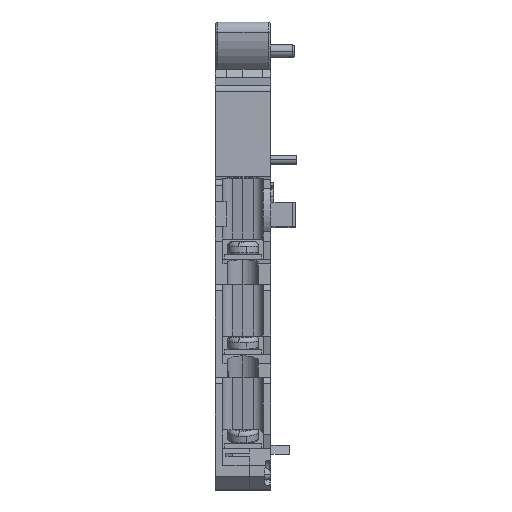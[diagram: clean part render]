
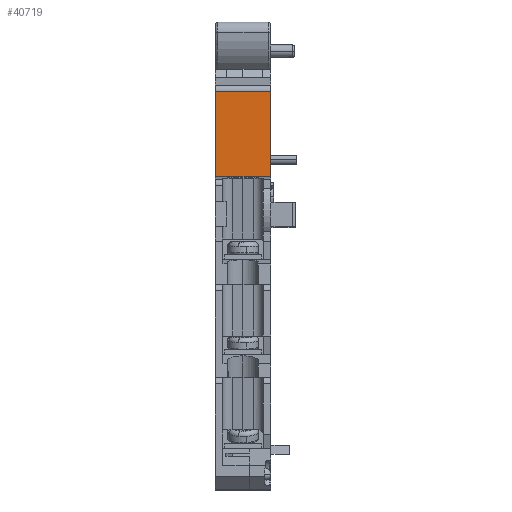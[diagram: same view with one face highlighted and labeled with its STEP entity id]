
A CAD part, top view. The second image highlights one B-rep face of the part: STEP entity #40719.
In plain terms, the highlighted planar face has unit normal (0, 0, 1).
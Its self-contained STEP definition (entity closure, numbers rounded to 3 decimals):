
#62 = VERTEX_POINT ( 'NONE', #968 ) ;
#444 = VECTOR ( 'NONE', #11784, 1000. ) ;
#968 = CARTESIAN_POINT ( 'NONE',  ( 0., 16.4, 22.5 ) ) ;
#2459 = LINE ( 'NONE', #15712, #9484 ) ;
#2604 = EDGE_LOOP ( 'NONE', ( #36571, #34195, #5498, #22802, #24694 ) ) ;
#3495 = CARTESIAN_POINT ( 'NONE',  ( -4.5, 30.232, 22.5 ) ) ;
#5177 = CARTESIAN_POINT ( 'NONE',  ( 4.5, 16.4, 22.5 ) ) ;
#5498 = ORIENTED_EDGE ( 'NONE', *, *, #34509, .T. ) ;
#6957 = VECTOR ( 'NONE', #41219, 1000. ) ;
#7236 = LINE ( 'NONE', #20059, #20451 ) ;
#9349 = CARTESIAN_POINT ( 'NONE',  ( 4.5, 30.232, 22.5 ) ) ;
#9484 = VECTOR ( 'NONE', #28546, 1000. ) ;
#11362 = LINE ( 'NONE', #26906, #444 ) ;
#11784 = DIRECTION ( 'NONE',  ( 0., -1., 0. ) ) ;
#15365 = EDGE_CURVE ( 'NONE', #62, #24265, #7236, .T. ) ;
#15712 = CARTESIAN_POINT ( 'NONE',  ( 4.5, 16.4, 22.5 ) ) ;
#18736 = LINE ( 'NONE', #28397, #6957 ) ;
#18799 = EDGE_CURVE ( 'NONE', #39097, #35030, #11362, .T. ) ;
#19412 = CARTESIAN_POINT ( 'NONE',  ( -4.5, 16.4, 22.5 ) ) ;
#20059 = CARTESIAN_POINT ( 'NONE',  ( 4.5, 16.4, 22.5 ) ) ;
#20149 = DIRECTION ( 'NONE',  ( 0., 0., -1. ) ) ;
#20252 = EDGE_CURVE ( 'NONE', #35030, #62, #2459, .T. ) ;
#20451 = VECTOR ( 'NONE', #32892, 1000. ) ;
#22802 = ORIENTED_EDGE ( 'NONE', *, *, #15365, .F. ) ;
#23697 = PLANE ( 'NONE',  #32060 ) ;
#24265 = VERTEX_POINT ( 'NONE', #19412 ) ;
#24694 = ORIENTED_EDGE ( 'NONE', *, *, #20252, .F. ) ;
#26906 = CARTESIAN_POINT ( 'NONE',  ( 4.5, 31., 22.5 ) ) ;
#27449 = EDGE_CURVE ( 'NONE', #39097, #38902, #34387, .T. ) ;
#28397 = CARTESIAN_POINT ( 'NONE',  ( -4.5, 31., 22.5 ) ) ;
#28546 = DIRECTION ( 'NONE',  ( -1., 0., 0. ) ) ;
#30823 = CARTESIAN_POINT ( 'NONE',  ( 4.5, 30.232, 22.5 ) ) ;
#32060 = AXIS2_PLACEMENT_3D ( 'NONE', #36346, #20149, #32980 ) ;
#32892 = DIRECTION ( 'NONE',  ( -1., 0., 0. ) ) ;
#32980 = DIRECTION ( 'NONE',  ( 0., 1., 0. ) ) ;
#33405 = FACE_OUTER_BOUND ( 'NONE', #2604, .T. ) ;
#34195 = ORIENTED_EDGE ( 'NONE', *, *, #27449, .T. ) ;
#34387 = LINE ( 'NONE', #9349, #36684 ) ;
#34509 = EDGE_CURVE ( 'NONE', #38902, #24265, #18736, .T. ) ;
#35030 = VERTEX_POINT ( 'NONE', #5177 ) ;
#36346 = CARTESIAN_POINT ( 'NONE',  ( 4.5, 31., 22.5 ) ) ;
#36571 = ORIENTED_EDGE ( 'NONE', *, *, #18799, .F. ) ;
#36684 = VECTOR ( 'NONE', #37959, 1000. ) ;
#37959 = DIRECTION ( 'NONE',  ( -1., 0., 0. ) ) ;
#38902 = VERTEX_POINT ( 'NONE', #3495 ) ;
#39097 = VERTEX_POINT ( 'NONE', #30823 ) ;
#40719 = ADVANCED_FACE ( 'NONE', ( #33405 ), #23697, .F. ) ;
#41219 = DIRECTION ( 'NONE',  ( 0., -1., 0. ) ) ;
